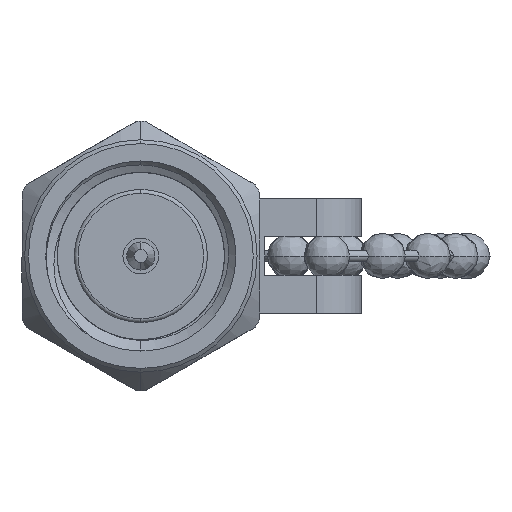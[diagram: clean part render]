
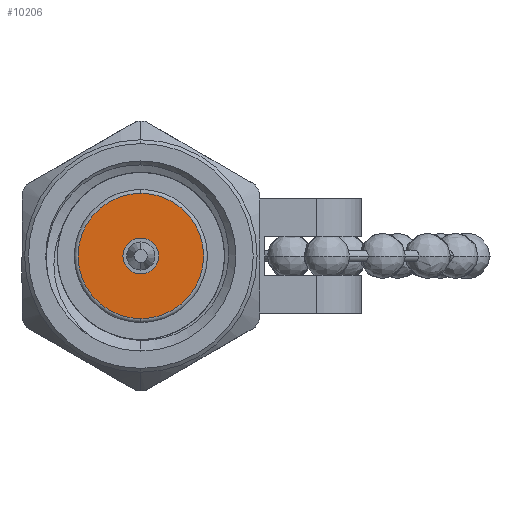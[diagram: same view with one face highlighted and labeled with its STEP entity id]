
A CAD part, left-side view. The second image highlights one B-rep face of the part: STEP entity #10206.
In plain terms, the highlighted planar face has unit normal (-1, 0, 0).
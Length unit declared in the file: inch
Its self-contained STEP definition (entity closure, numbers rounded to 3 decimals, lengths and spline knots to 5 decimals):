
#354 = AXIS2_PLACEMENT_3D ( 'NONE', #8614, #1953, #5979 ) ;
#452 = EDGE_CURVE ( 'NONE', #8319, #2721, #4361, .T. ) ;
#477 = EDGE_LOOP ( 'NONE', ( #3771, #4265 ) ) ;
#1005 = CARTESIAN_POINT ( 'NONE',  ( -0.17, 0., -0.0235 ) ) ;
#1953 = DIRECTION ( 'NONE',  ( 1., 0., 0. ) ) ;
#2617 = CARTESIAN_POINT ( 'NONE',  ( -0.17, 0., 0. ) ) ;
#2721 = VERTEX_POINT ( 'NONE', #1005 ) ;
#3771 = ORIENTED_EDGE ( 'NONE', *, *, #7616, .F. ) ;
#3886 = EDGE_LOOP ( 'NONE', ( #4594, #8189 ) ) ;
#3947 = DIRECTION ( 'NONE',  ( -1., 0., 0. ) ) ;
#3993 = CARTESIAN_POINT ( 'NONE',  ( -0.17, 0., 0. ) ) ;
#4098 = DIRECTION ( 'NONE',  ( -1., 0., 0. ) ) ;
#4265 = ORIENTED_EDGE ( 'NONE', *, *, #452, .F. ) ;
#4291 = CIRCLE ( 'NONE', #10770, 0.0825 ) ;
#4361 = CIRCLE ( 'NONE', #7189, 0.0235 ) ;
#4402 = VERTEX_POINT ( 'NONE', #10359 ) ;
#4594 = ORIENTED_EDGE ( 'NONE', *, *, #7047, .T. ) ;
#4681 = EDGE_CURVE ( 'NONE', #4402, #6710, #4291, .T. ) ;
#4720 = AXIS2_PLACEMENT_3D ( 'NONE', #8190, #3947, #5658 ) ;
#4873 = DIRECTION ( 'NONE',  ( 0., 0., -1. ) ) ;
#4943 = FACE_BOUND ( 'NONE', #477, .T. ) ;
#5260 = PLANE ( 'NONE',  #354 ) ;
#5279 = CARTESIAN_POINT ( 'NONE',  ( -0.17, 0., -0.0825 ) ) ;
#5434 = AXIS2_PLACEMENT_3D ( 'NONE', #10826, #6538, #4873 ) ;
#5658 = DIRECTION ( 'NONE',  ( 0., 0., -1. ) ) ;
#5979 = DIRECTION ( 'NONE',  ( 0., 0., -1. ) ) ;
#6419 = CIRCLE ( 'NONE', #5434, 0.0825 ) ;
#6538 = DIRECTION ( 'NONE',  ( -1., 0., 0. ) ) ;
#6710 = VERTEX_POINT ( 'NONE', #5279 ) ;
#6737 = DIRECTION ( 'NONE',  ( 0., 0., -1. ) ) ;
#6992 = CARTESIAN_POINT ( 'NONE',  ( -0.17, 0., 0.0235 ) ) ;
#7047 = EDGE_CURVE ( 'NONE', #6710, #4402, #6419, .T. ) ;
#7189 = AXIS2_PLACEMENT_3D ( 'NONE', #2617, #8531, #6737 ) ;
#7616 = EDGE_CURVE ( 'NONE', #2721, #8319, #7996, .T. ) ;
#7996 = CIRCLE ( 'NONE', #4720, 0.0235 ) ;
#8189 = ORIENTED_EDGE ( 'NONE', *, *, #4681, .T. ) ;
#8190 = CARTESIAN_POINT ( 'NONE',  ( -0.17, 0., 0. ) ) ;
#8319 = VERTEX_POINT ( 'NONE', #6992 ) ;
#8531 = DIRECTION ( 'NONE',  ( -1., 0., 0. ) ) ;
#8614 = CARTESIAN_POINT ( 'NONE',  ( -0.17, 0., 0. ) ) ;
#9708 = FACE_OUTER_BOUND ( 'NONE', #3886, .T. ) ;
#10206 = ADVANCED_FACE ( 'NONE', ( #9708, #4943 ), #5260, .F. ) ;
#10359 = CARTESIAN_POINT ( 'NONE',  ( -0.17, 0., 0.0825 ) ) ;
#10770 = AXIS2_PLACEMENT_3D ( 'NONE', #3993, #4098, #10776 ) ;
#10776 = DIRECTION ( 'NONE',  ( 0., 0., -1. ) ) ;
#10826 = CARTESIAN_POINT ( 'NONE',  ( -0.17, 0., 0. ) ) ;
